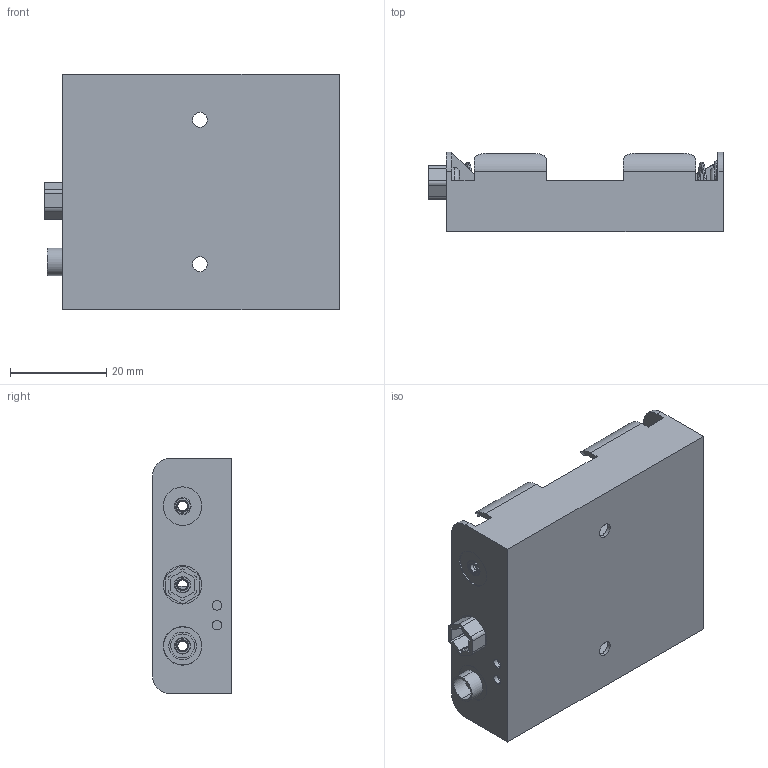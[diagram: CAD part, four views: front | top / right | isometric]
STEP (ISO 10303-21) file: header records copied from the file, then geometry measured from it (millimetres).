
FILE_DESCRIPTION (( 'STEP AP214' ), '1' );
FILE_NAME ('BC3AASF.STEP', '2019-12-04T06:41:34', ( '' ), ( '' ), 'SwSTEP 2.0', 'SolidWorks 2016', '' );
FILE_SCHEMA (( 'AUTOMOTIVE_DESIGN' ));
Length unit declared in the file: millimetre
Products named in the file (1): BC3AASF
Bounding box: 61.19 x 16.5 x 49 mm (x, y, z)
Volume: 8839.4 mm3; surface area: 15564.1 mm2
Topology: 8 solids, 8 shells, 515 faces, 1266 edges, 823 vertices
Faces by surface type: plane 279, cylinder 158, torus 72, bspline 6
Entity records: 20447 total; most frequent: CARTESIAN_POINT 7717, DIRECTION 2723, ORIENTED_EDGE 2532, EDGE_CURVE 1266, AXIS2_PLACEMENT_3D 981, VERTEX_POINT 823, LINE 761, VECTOR 761
